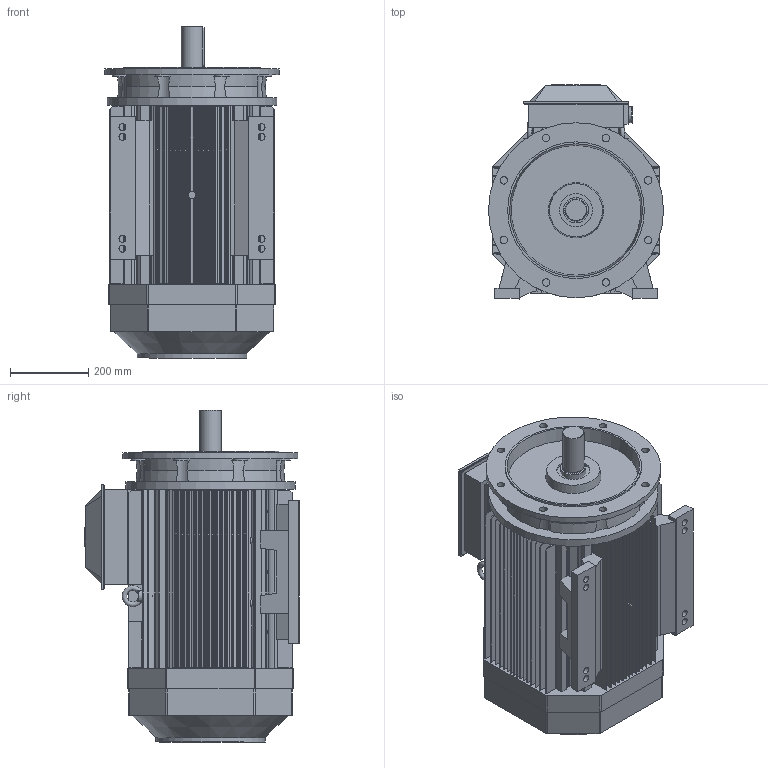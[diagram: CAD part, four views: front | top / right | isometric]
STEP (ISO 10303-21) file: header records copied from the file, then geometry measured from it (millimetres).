
FILE_DESCRIPTION((''),'2;1');
FILE_NAME('3GZV100086-25.stp','2015-07-02T11:30:43',('sejotaa1'),(''),'Autodesk Inventor 2011','Autodesk Inventor 2011','');
FILE_SCHEMA(('AUTOMOTIVE_DESIGN { 1 0 10303 214 1 1 1 1 }'));
Length unit declared in the file: millimetre
Products named in the file (1): 3GZV100086-25
Bounding box: 448 x 548.6 x 849.99 mm (x, y, z)
Volume: 109637078.5 mm3; surface area: 9232097.6 mm2
Topology: 24 solids, 72 shells, 2314 faces, 6252 edges, 4138 vertices
Faces by surface type: plane 1136, cylinder 972, cone 90, bspline 78, torus 38
Full cylindrical faces by diameter (mm): 3.3 x8, 5.5 x8, 11 x2, 12 x4, 16 x4, 18 x16, 19 x16, 20 x2, 34 x2, 40 x6, 44.942 x2, 47 x2, 54.4 x2, 55 x2, 57 x2, 59 x2, 59.4 x2, 60 x4, 64.4 x2, 65 x2, 71 x2, 75 x2, 76 x2, 85 x2, 279.576 x2, 350 x2, 364 x2, 372 x4, 434 x2, 448 x2
Entity records: 81862 total; most frequent: CARTESIAN_POINT 20615, DIRECTION 12432, ORIENTED_EDGE 11928, EDGE_CURVE 6024, AXIS2_PLACEMENT_3D 4563, VERTEX_POINT 4102, VECTOR 3306, LINE 3306
